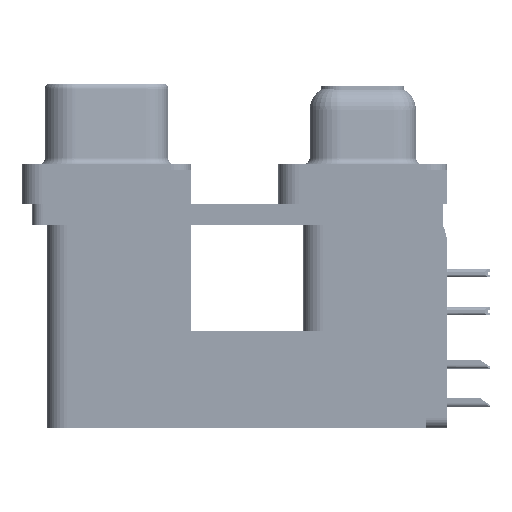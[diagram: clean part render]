
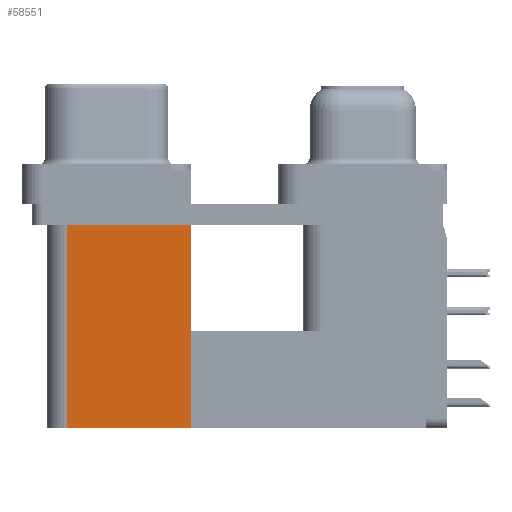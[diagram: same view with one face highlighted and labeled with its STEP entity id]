
A CAD part, left-side view. The second image highlights one B-rep face of the part: STEP entity #58551.
In plain terms, the highlighted planar face has unit normal (-1, 0, 0).
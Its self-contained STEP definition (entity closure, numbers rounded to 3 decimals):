
#104 = ORIENTED_EDGE ( 'NONE', *, *, #40195, .F. ) ;
#476 = DIRECTION ( 'NONE',  ( 0., 1., 0. ) ) ;
#3537 = ORIENTED_EDGE ( 'NONE', *, *, #57831, .T. ) ;
#4373 = VECTOR ( 'NONE', #476, 1000. ) ;
#6573 = DIRECTION ( 'NONE',  ( 0., 1., 0. ) ) ;
#8806 = CARTESIAN_POINT ( 'NONE',  ( 3.79, 21.975, -19.2 ) ) ;
#13608 = CARTESIAN_POINT ( 'NONE',  ( 3.79, 12.775, -19.2 ) ) ;
#14296 = EDGE_LOOP ( 'NONE', ( #3537, #104, #37792, #66349 ) ) ;
#19426 = PLANE ( 'NONE',  #32816 ) ;
#22124 = VECTOR ( 'NONE', #30357, 1000. ) ;
#24041 = EDGE_CURVE ( 'NONE', #34638, #56211, #64092, .T. ) ;
#24904 = CARTESIAN_POINT ( 'NONE',  ( 3.79, 12.775, -19.2 ) ) ;
#25573 = DIRECTION ( 'NONE',  ( 0., 1., 0. ) ) ;
#26116 = CARTESIAN_POINT ( 'NONE',  ( 3.79, 12.775, -19.2 ) ) ;
#26502 = CARTESIAN_POINT ( 'NONE',  ( 3.79, 12.775, -2.5 ) ) ;
#30357 = DIRECTION ( 'NONE',  ( 0., 0., 1. ) ) ;
#32816 = AXIS2_PLACEMENT_3D ( 'NONE', #24904, #61224, #25573 ) ;
#34638 = VERTEX_POINT ( 'NONE', #55599 ) ;
#35404 = LINE ( 'NONE', #56631, #51900 ) ;
#37496 = EDGE_CURVE ( 'NONE', #34638, #58689, #61209, .T. ) ;
#37792 = ORIENTED_EDGE ( 'NONE', *, *, #24041, .F. ) ;
#40195 = EDGE_CURVE ( 'NONE', #56211, #42862, #35404, .T. ) ;
#40274 = CARTESIAN_POINT ( 'NONE',  ( 3.79, 21.975, -2.5 ) ) ;
#42862 = VERTEX_POINT ( 'NONE', #40274 ) ;
#47159 = CARTESIAN_POINT ( 'NONE',  ( 3.79, 12.775, -2.5 ) ) ;
#51900 = VECTOR ( 'NONE', #67249, 1000. ) ;
#53047 = VECTOR ( 'NONE', #6573, 1000. ) ;
#55599 = CARTESIAN_POINT ( 'NONE',  ( 3.79, 12.775, -19.2 ) ) ;
#56211 = VERTEX_POINT ( 'NONE', #8806 ) ;
#56631 = CARTESIAN_POINT ( 'NONE',  ( 3.79, 21.975, -19.2 ) ) ;
#57831 = EDGE_CURVE ( 'NONE', #58689, #42862, #67269, .T. ) ;
#58551 = ADVANCED_FACE ( 'NONE', ( #60878 ), #19426, .F. ) ;
#58689 = VERTEX_POINT ( 'NONE', #47159 ) ;
#60878 = FACE_OUTER_BOUND ( 'NONE', #14296, .T. ) ;
#61209 = LINE ( 'NONE', #13608, #22124 ) ;
#61224 = DIRECTION ( 'NONE',  ( 1., 0., 0. ) ) ;
#64092 = LINE ( 'NONE', #26116, #53047 ) ;
#66349 = ORIENTED_EDGE ( 'NONE', *, *, #37496, .T. ) ;
#67249 = DIRECTION ( 'NONE',  ( 0., 0., 1. ) ) ;
#67269 = LINE ( 'NONE', #26502, #4373 ) ;
